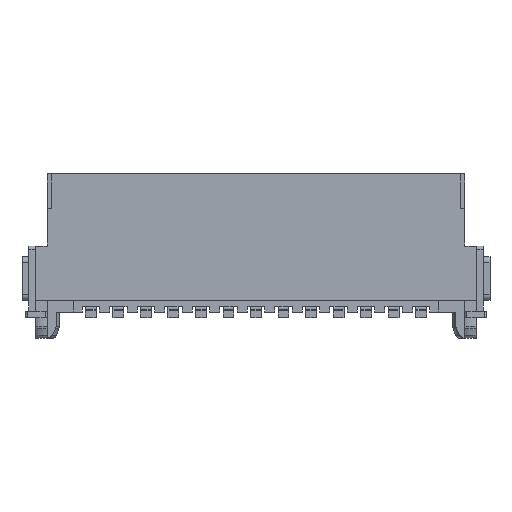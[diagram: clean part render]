
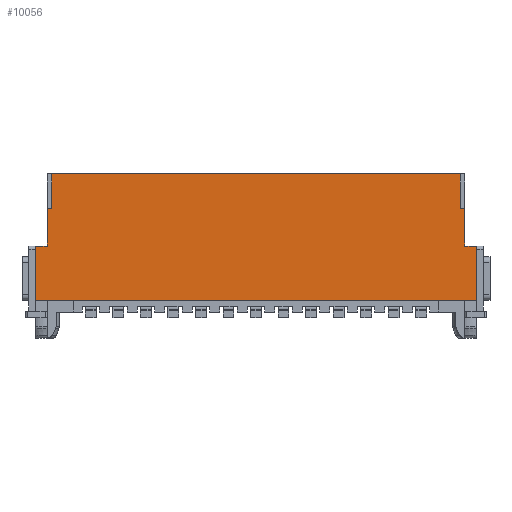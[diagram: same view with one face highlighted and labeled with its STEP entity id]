
A CAD part, front view. The second image highlights one B-rep face of the part: STEP entity #10056.
In plain terms, the highlighted planar face has unit normal (0, -1, 0).
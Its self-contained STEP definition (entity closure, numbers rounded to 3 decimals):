
#5153=CARTESIAN_POINT('',(10.18,-2.1,3.3));
#5154=VERTEX_POINT('',#5153);
#5155=CARTESIAN_POINT('',(9.63,-2.1,3.3));
#5156=VERTEX_POINT('',#5155);
#5157=CARTESIAN_POINT('',(10.18,-2.1,3.3));
#5158=DIRECTION('',(-1.0,0.0,0.0));
#5159=VECTOR('',#5158,0.55);
#5160=LINE('',#5157,#5159);
#5161=EDGE_CURVE('',#5154,#5156,#5160,.T.);
#5352=CARTESIAN_POINT('',(9.43,-2.1,6.63));
#5353=VERTEX_POINT('',#5352);
#5360=CARTESIAN_POINT('',(9.43,-2.1,5.03));
#5361=VERTEX_POINT('',#5360);
#5362=CARTESIAN_POINT('',(9.43,-2.1,5.03));
#5363=DIRECTION('',(0.0,0.0,1.0));
#5364=VECTOR('',#5363,1.6);
#5365=LINE('',#5362,#5364);
#5366=EDGE_CURVE('',#5361,#5353,#5365,.T.);
#5422=CARTESIAN_POINT('',(-9.43,-2.1,6.63));
#5423=VERTEX_POINT('',#5422);
#5424=CARTESIAN_POINT('',(-9.43,-2.1,5.03));
#5425=VERTEX_POINT('',#5424);
#5426=CARTESIAN_POINT('',(-9.43,-2.1,6.63));
#5427=DIRECTION('',(0.0,0.0,-1.0));
#5428=VECTOR('',#5427,1.6);
#5429=LINE('',#5426,#5428);
#5430=EDGE_CURVE('',#5423,#5425,#5429,.T.);
#5454=CARTESIAN_POINT('',(-9.43,-2.1,6.63));
#5455=DIRECTION('',(1.0,0.0,0.0));
#5456=VECTOR('',#5455,18.86);
#5457=LINE('',#5454,#5456);
#5458=EDGE_CURVE('',#5423,#5353,#5457,.T.);
#5569=CARTESIAN_POINT('',(9.63,-2.1,5.03));
#5570=VERTEX_POINT('',#5569);
#5571=CARTESIAN_POINT('',(9.63,-2.1,5.03));
#5572=DIRECTION('',(-1.0,0.0,0.0));
#5573=VECTOR('',#5572,0.2);
#5574=LINE('',#5571,#5573);
#5575=EDGE_CURVE('',#5570,#5361,#5574,.T.);
#5592=CARTESIAN_POINT('',(9.63,-2.1,5.03));
#5593=DIRECTION('',(0.0,0.0,-1.0));
#5594=VECTOR('',#5593,1.73);
#5595=LINE('',#5592,#5594);
#5596=EDGE_CURVE('',#5570,#5156,#5595,.T.);
#9986=CARTESIAN_POINT('',(10.18,-2.1,0.8));
#9987=VERTEX_POINT('',#9986);
#9988=CARTESIAN_POINT('',(10.18,-2.1,0.8));
#9989=DIRECTION('',(0.0,0.0,1.0));
#9990=VECTOR('',#9989,2.5);
#9991=LINE('',#9988,#9990);
#9992=EDGE_CURVE('',#9987,#5154,#9991,.T.);
#10004=CARTESIAN_POINT('',(-12.366,-2.1,0.569));
#10005=DIRECTION('',(0.0,-1.0,0.0));
#10006=DIRECTION('',(0.0,0.0,-1.0));
#10007=AXIS2_PLACEMENT_3D('',#10004,#10005,#10006);
#10008=PLANE('',#10007);
#10009=CARTESIAN_POINT('',(-9.63,-2.1,5.03));
#10010=VERTEX_POINT('',#10009);
#10011=CARTESIAN_POINT('',(-9.43,-2.1,5.03));
#10012=DIRECTION('',(-1.0,0.0,0.0));
#10013=VECTOR('',#10012,0.2);
#10014=LINE('',#10011,#10013);
#10015=EDGE_CURVE('',#5425,#10010,#10014,.T.);
#10016=ORIENTED_EDGE('',*,*,#10015,.T.);
#10017=CARTESIAN_POINT('',(-9.63,-2.1,3.3));
#10018=VERTEX_POINT('',#10017);
#10019=CARTESIAN_POINT('',(-9.63,-2.1,3.3));
#10020=DIRECTION('',(0.0,0.0,1.0));
#10021=VECTOR('',#10020,1.73);
#10022=LINE('',#10019,#10021);
#10023=EDGE_CURVE('',#10018,#10010,#10022,.T.);
#10024=ORIENTED_EDGE('',*,*,#10023,.F.);
#10025=CARTESIAN_POINT('',(-10.18,-2.1,3.3));
#10026=VERTEX_POINT('',#10025);
#10027=CARTESIAN_POINT('',(-9.63,-2.1,3.3));
#10028=DIRECTION('',(-1.0,0.0,0.0));
#10029=VECTOR('',#10028,0.55);
#10030=LINE('',#10027,#10029);
#10031=EDGE_CURVE('',#10018,#10026,#10030,.T.);
#10032=ORIENTED_EDGE('',*,*,#10031,.T.);
#10033=CARTESIAN_POINT('',(-10.18,-2.1,0.8));
#10034=VERTEX_POINT('',#10033);
#10035=CARTESIAN_POINT('',(-10.18,-2.1,3.3));
#10036=DIRECTION('',(0.0,0.0,-1.0));
#10037=VECTOR('',#10036,2.5);
#10038=LINE('',#10035,#10037);
#10039=EDGE_CURVE('',#10026,#10034,#10038,.T.);
#10040=ORIENTED_EDGE('',*,*,#10039,.T.);
#10041=CARTESIAN_POINT('',(-10.18,-2.1,0.8));
#10042=DIRECTION('',(1.0,0.0,0.0));
#10043=VECTOR('',#10042,20.36);
#10044=LINE('',#10041,#10043);
#10045=EDGE_CURVE('',#10034,#9987,#10044,.T.);
#10046=ORIENTED_EDGE('',*,*,#10045,.T.);
#10047=ORIENTED_EDGE('',*,*,#9992,.T.);
#10048=ORIENTED_EDGE('',*,*,#5161,.T.);
#10049=ORIENTED_EDGE('',*,*,#5596,.F.);
#10050=ORIENTED_EDGE('',*,*,#5575,.T.);
#10051=ORIENTED_EDGE('',*,*,#5366,.T.);
#10052=ORIENTED_EDGE('',*,*,#5458,.F.);
#10053=ORIENTED_EDGE('',*,*,#5430,.T.);
#10054=EDGE_LOOP('',(#10016,#10024,#10032,#10040,#10046,#10047,#10048,#10049,#10050,#10051,#10052,#10053));
#10055=FACE_OUTER_BOUND('',#10054,.T.);
#10056=ADVANCED_FACE('',(#10055),#10008,.T.);
